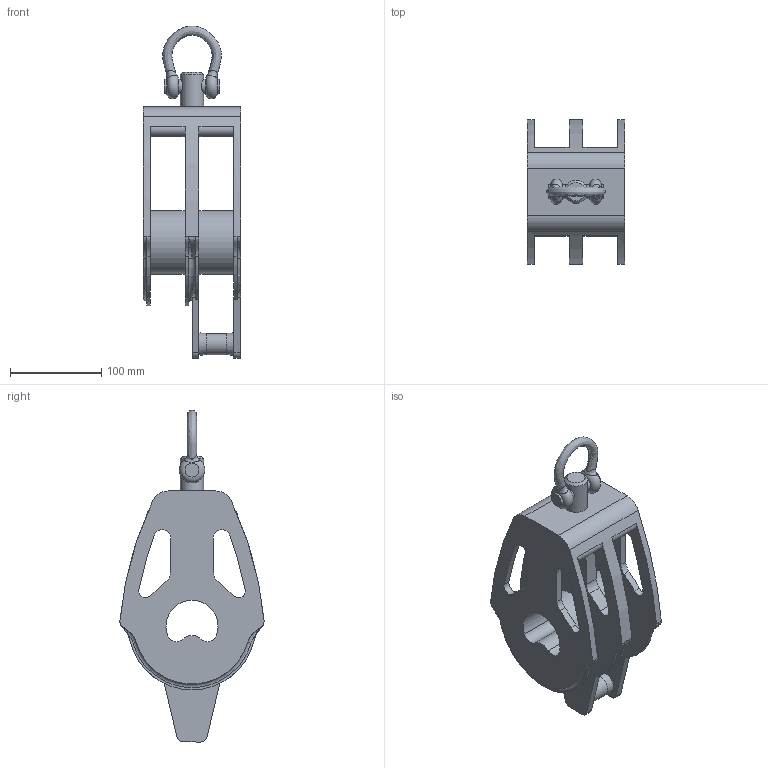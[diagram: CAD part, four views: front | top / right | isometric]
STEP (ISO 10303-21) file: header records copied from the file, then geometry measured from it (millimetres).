
FILE_DESCRIPTION( ( '' ), ' ' );
FILE_NAME( '5bf47bc6acd87d154798aab9.step', '2018-11-20T21:25:27', ( '' ), ( '' ), ' ', ' ', ' ' );
FILE_SCHEMA( ( 'AUTOMOTIVE_DESIGN { 1 0 10303 214 1 1 1 1 }' ) );
Length unit declared in the file: metre
Products named in the file (1): Double Block
Bounding box: 106.68 x 158.26 x 364.47 mm (x, y, z)
Volume: 1085155.1 mm3; surface area: 216349 mm2
Topology: 1 solids, 1 shells, 135 faces, 385 edges, 246 vertices
Faces by surface type: cylinder 49, extrusion 32, plane 25, bspline 19, torus 7, cone 3
Full cylindrical faces by diameter (mm): 15.24 x4, 25.4 x1, 69.85 x2
Entity records: 10327 total; most frequent: CARTESIAN_POINT 6087, ORIENTED_EDGE 706, DIRECTION 528, EDGE_CURVE 353, VERTEX_POINT 241, AXIS2_PLACEMENT_3D 196, EDGE_LOOP 176, B_SPLINE_CURVE_WITH_KNOTS 158
